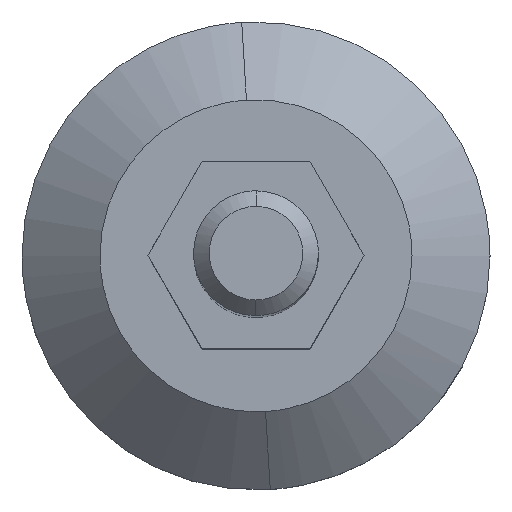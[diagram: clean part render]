
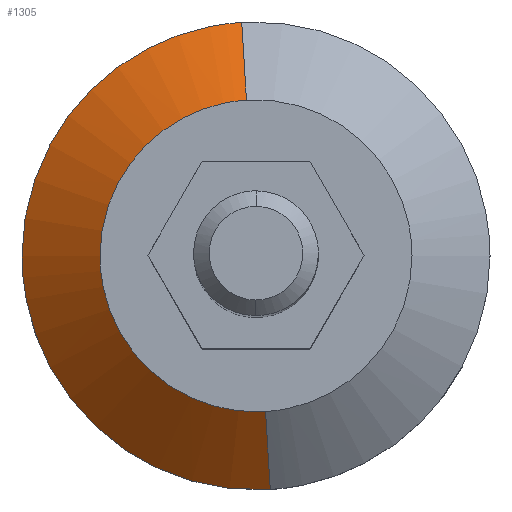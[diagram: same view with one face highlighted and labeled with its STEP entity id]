
A CAD part, top view. The second image highlights one B-rep face of the part: STEP entity #1305.
In plain terms, the highlighted free-form (B-spline) face has degree [2, 1] with [5, 2] control points.
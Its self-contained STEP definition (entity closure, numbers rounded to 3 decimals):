
#826=CARTESIAN_POINT('',(1.221,-19.963,17.));
#827=VERTEX_POINT('',#826);
#828=CARTESIAN_POINT('',(-20.0,0.0,17.0));
#829=VERTEX_POINT('',#828);
#830=CARTESIAN_POINT('',(1.221,-19.963,17.));
#831=CARTESIAN_POINT('',(0.611,-20.,17.));
#832=CARTESIAN_POINT('',(0.,-20.,17.));
#833=CARTESIAN_POINT('',(-20.,-20.,17.));
#834=CARTESIAN_POINT('',(-20.0,0.0,17.0));
#842=(BOUNDED_CURVE()B_SPLINE_CURVE(2,(#830,#831,#832,#833,#834),.UNSPECIFIED.,.F.,.U.)B_SPLINE_CURVE_WITH_KNOTS((3,2,3),(0.739,0.75,1.0),.UNSPECIFIED.)CURVE()GEOMETRIC_REPRESENTATION_ITEM()RATIONAL_B_SPLINE_CURVE((0.976,0.988,1.0,0.707,1.0))REPRESENTATION_ITEM(''));
#843=EDGE_CURVE('',#827,#829,#842,.T.);
#860=CARTESIAN_POINT('',(-1.221,19.963,17.));
#861=VERTEX_POINT('',#860);
#877=CARTESIAN_POINT('',(-20.0,0.0,17.0));
#878=CARTESIAN_POINT('',(-20.,18.814,17.));
#879=CARTESIAN_POINT('',(-1.221,19.963,17.));
#887=(BOUNDED_CURVE()B_SPLINE_CURVE(2,(#877,#878,#879),.UNSPECIFIED.,.F.,.U.)B_SPLINE_CURVE_WITH_KNOTS((3,3),(0.0,0.239),.UNSPECIFIED.)CURVE()GEOMETRIC_REPRESENTATION_ITEM()RATIONAL_B_SPLINE_CURVE((1.0,0.72,0.976))REPRESENTATION_ITEM(''));
#888=EDGE_CURVE('',#829,#861,#887,.T.);
#1202=CARTESIAN_POINT('',(-1.831,29.944,8.609));
#1203=VERTEX_POINT('',#1202);
#1204=CARTESIAN_POINT('',(-1.221,19.963,17.));
#1205=CARTESIAN_POINT('',(-1.831,29.944,8.609));
#1206=QUASI_UNIFORM_CURVE('',1,(#1204,#1205),.UNSPECIFIED.,.F.,.U.);
#1207=EDGE_CURVE('',#861,#1203,#1206,.T.);
#1211=CARTESIAN_POINT('',(1.831,-29.944,8.609));
#1212=VERTEX_POINT('',#1211);
#1213=CARTESIAN_POINT('',(1.221,-19.963,17.));
#1214=CARTESIAN_POINT('',(1.831,-29.944,8.609));
#1215=QUASI_UNIFORM_CURVE('',1,(#1213,#1214),.UNSPECIFIED.,.F.,.U.);
#1216=EDGE_CURVE('',#827,#1212,#1215,.T.);
#1251=CARTESIAN_POINT('',(1.206,-19.713,17.21));
#1252=CARTESIAN_POINT('',(-18.507,-20.919,17.21));
#1253=CARTESIAN_POINT('',(-19.713,-1.206,17.21));
#1254=CARTESIAN_POINT('',(-20.919,18.507,17.21));
#1255=CARTESIAN_POINT('',(-1.206,19.713,17.21));
#1256=CARTESIAN_POINT('',(1.847,-30.2,8.394));
#1257=CARTESIAN_POINT('',(-28.353,-32.047,8.394));
#1258=CARTESIAN_POINT('',(-30.2,-1.847,8.394));
#1259=CARTESIAN_POINT('',(-32.047,28.353,8.394));
#1260=CARTESIAN_POINT('',(-1.847,30.2,8.394));
#1268=(BOUNDED_SURFACE()B_SPLINE_SURFACE(2,1,((#1251,#1256),(#1252,#1257),(#1253,#1258),(#1254,#1259),(#1255,#1260)),.UNSPECIFIED.,.F.,.F.,.U.)B_SPLINE_SURFACE_WITH_KNOTS((3,2,3),(2,2),(0.0,50.13,100.26),(0.0,13.715),.UNSPECIFIED.)GEOMETRIC_REPRESENTATION_ITEM()RATIONAL_B_SPLINE_SURFACE(((1.0,1.0),(0.707,0.707),(1.0,1.0),(0.707,0.707),(1.0,1.0)))REPRESENTATION_ITEM('')SURFACE());
#1269=ORIENTED_EDGE('',*,*,#1207,.T.);
#1270=CARTESIAN_POINT('',(-30.0,0.0,8.609));
#1271=VERTEX_POINT('',#1270);
#1272=CARTESIAN_POINT('',(-30.0,0.0,8.609));
#1273=CARTESIAN_POINT('',(-30.,28.221,8.609));
#1274=CARTESIAN_POINT('',(-1.831,29.944,8.609));
#1282=(BOUNDED_CURVE()B_SPLINE_CURVE(2,(#1272,#1273,#1274),.UNSPECIFIED.,.F.,.U.)B_SPLINE_CURVE_WITH_KNOTS((3,3),(0.0,0.239),.UNSPECIFIED.)CURVE()GEOMETRIC_REPRESENTATION_ITEM()RATIONAL_B_SPLINE_CURVE((1.0,0.72,0.976))REPRESENTATION_ITEM(''));
#1283=EDGE_CURVE('',#1271,#1203,#1282,.T.);
#1284=ORIENTED_EDGE('',*,*,#1283,.F.);
#1285=CARTESIAN_POINT('',(1.831,-29.944,8.609));
#1286=CARTESIAN_POINT('',(0.917,-30.,8.609));
#1287=CARTESIAN_POINT('',(0.,-30.,8.609));
#1288=CARTESIAN_POINT('',(-30.,-30.,8.609));
#1289=CARTESIAN_POINT('',(-30.0,0.0,8.609));
#1297=(BOUNDED_CURVE()B_SPLINE_CURVE(2,(#1285,#1286,#1287,#1288,#1289),.UNSPECIFIED.,.F.,.U.)B_SPLINE_CURVE_WITH_KNOTS((3,2,3),(0.739,0.75,1.0),.UNSPECIFIED.)CURVE()GEOMETRIC_REPRESENTATION_ITEM()RATIONAL_B_SPLINE_CURVE((0.976,0.988,1.0,0.707,1.0))REPRESENTATION_ITEM(''));
#1298=EDGE_CURVE('',#1212,#1271,#1297,.T.);
#1299=ORIENTED_EDGE('',*,*,#1298,.F.);
#1300=ORIENTED_EDGE('',*,*,#1216,.F.);
#1301=ORIENTED_EDGE('',*,*,#843,.T.);
#1302=ORIENTED_EDGE('',*,*,#888,.T.);
#1303=EDGE_LOOP('',(#1269,#1284,#1299,#1300,#1301,#1302));
#1304=FACE_OUTER_BOUND('',#1303,.T.);
#1305=ADVANCED_FACE('',(#1304),#1268,.T.);
